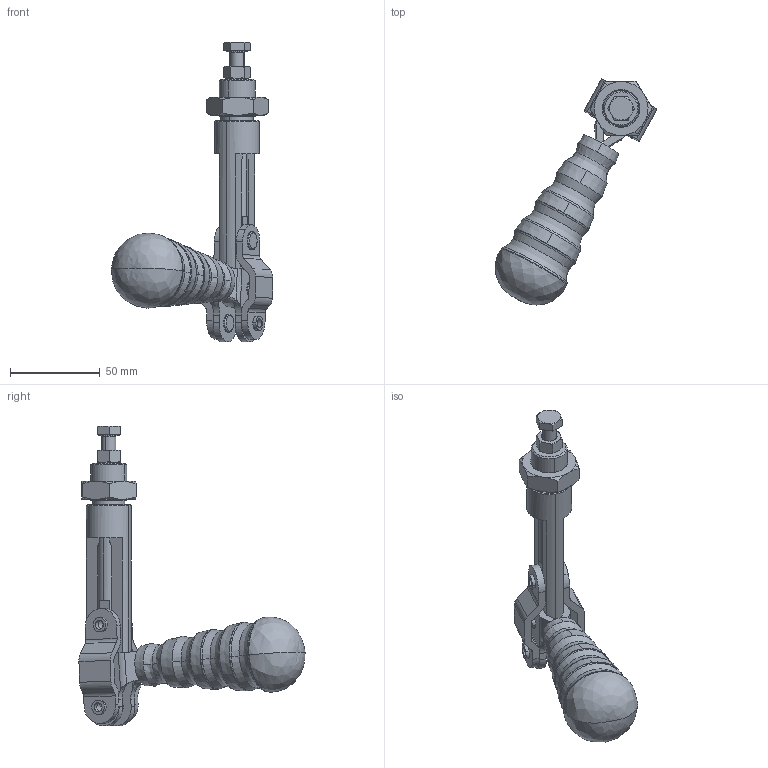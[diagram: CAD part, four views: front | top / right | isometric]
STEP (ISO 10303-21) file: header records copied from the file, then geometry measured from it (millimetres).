
FILE_DESCRIPTION((''),'2;1');
FILE_NAME('381-opened.stp','2005-09-28T08:57:48',('Kysilko'),(''),'Autodesk Inventor 8','Autodesk Inventor 8','');
FILE_SCHEMA(('AUTOMOTIVE_DESIGN { 1 0 10303 214 1 1 1 1 }'));
Length unit declared in the file: millimetre
Products named in the file (1): Part23
Bounding box: 90.1 x 126.1 x 167.25 mm (x, y, z)
Volume: 138466.6 mm3; surface area: 36129.6 mm2
Topology: 1 solids, 3 shells, 356 faces, 934 edges, 587 vertices
Faces by surface type: plane 108, cylinder 91, bspline 69, cone 66, torus 22
Entity records: 13044 total; most frequent: CARTESIAN_POINT 4457, ORIENTED_EDGE 1840, DIRECTION 1830, EDGE_CURVE 920, AXIS2_PLACEMENT_3D 724, VERTEX_POINT 587, CIRCLE 432, EDGE_LOOP 383
